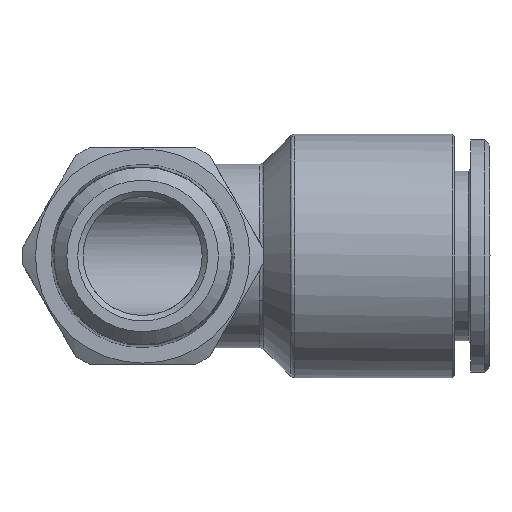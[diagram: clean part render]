
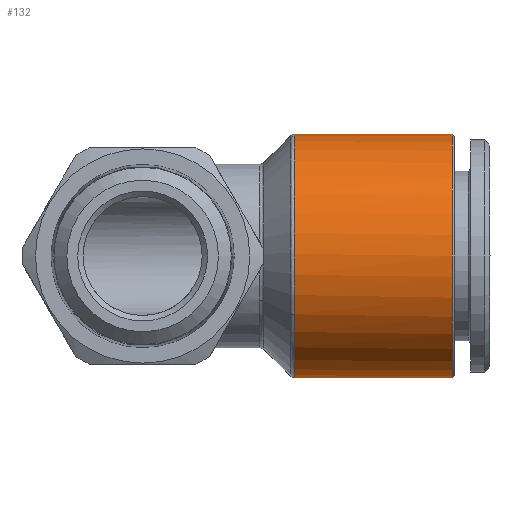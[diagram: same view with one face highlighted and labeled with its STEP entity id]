
A CAD part, front view. The second image highlights one B-rep face of the part: STEP entity #132.
In plain terms, the highlighted cylindrical face has radius 11.25 mm (diameter 22.5 mm), a full revolution.
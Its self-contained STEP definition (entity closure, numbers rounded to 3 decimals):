
#132 = ADVANCED_FACE( 'NONE', ( #280, #281 ), #282, .T. );
#280 = FACE_OUTER_BOUND( '', #1919, .T. );
#281 = FACE_OUTER_BOUND( '', #1920, .T. );
#282 = CYLINDRICAL_SURFACE( '', #1921, 11.25 );
#1919 = EDGE_LOOP( '', ( #2703 ) );
#1920 = EDGE_LOOP( '', ( #2704, #2705 ) );
#1921 = AXIS2_PLACEMENT_3D( '', #2706, #2707, #2708 );
#2703 = ORIENTED_EDGE( '', *, *, #2981, .T. );
#2704 = ORIENTED_EDGE( '', *, *, #2920, .T. );
#2705 = ORIENTED_EDGE( '', *, *, #2982, .T. );
#2706 = CARTESIAN_POINT( '', ( 14.4, 0., 0. ) );
#2707 = DIRECTION( '', ( -1., 0., 0. ) );
#2708 = DIRECTION( '', ( 0., 0., 1. ) );
#2920 = EDGE_CURVE( 'NONE', #3251, #3252, #3253, .T. );
#2981 = EDGE_CURVE( 'NONE', #3346, #3346, #3347, .T. );
#2982 = EDGE_CURVE( 'NONE', #3252, #3251, #3348, .T. );
#3251 = VERTEX_POINT( 'NONE', #3883 );
#3252 = VERTEX_POINT( 'NONE', #3884 );
#3253 = CIRCLE( '', #3885, 11.25 );
#3346 = VERTEX_POINT( '', #4243 );
#3347 = CIRCLE( '', #4244, 11.25 );
#3348 = CIRCLE( '', #4245, 11.25 );
#3883 = CARTESIAN_POINT( '', ( 14.007, 9.873, 5.394 ) );
#3884 = CARTESIAN_POINT( '', ( 14.007, -9.873, -5.394 ) );
#3885 = AXIS2_PLACEMENT_3D( '', #4416, #4417, #4418 );
#4243 = CARTESIAN_POINT( '', ( 28.6, 0., 11.25 ) );
#4244 = AXIS2_PLACEMENT_3D( '', #4501, #4502, #4503 );
#4245 = AXIS2_PLACEMENT_3D( '', #4504, #4505, #4506 );
#4416 = CARTESIAN_POINT( '', ( 14.007, 0., 0. ) );
#4417 = DIRECTION( '', ( 1., 0., 0. ) );
#4418 = DIRECTION( '', ( 0., 0., 1. ) );
#4501 = CARTESIAN_POINT( '', ( 28.6, 0., 0. ) );
#4502 = DIRECTION( '', ( -1., 0., 0. ) );
#4503 = DIRECTION( '', ( 0., 0., 1. ) );
#4504 = CARTESIAN_POINT( '', ( 14.007, 0., 0. ) );
#4505 = DIRECTION( '', ( 1., 0., 0. ) );
#4506 = DIRECTION( '', ( 0., 0., 1. ) );
